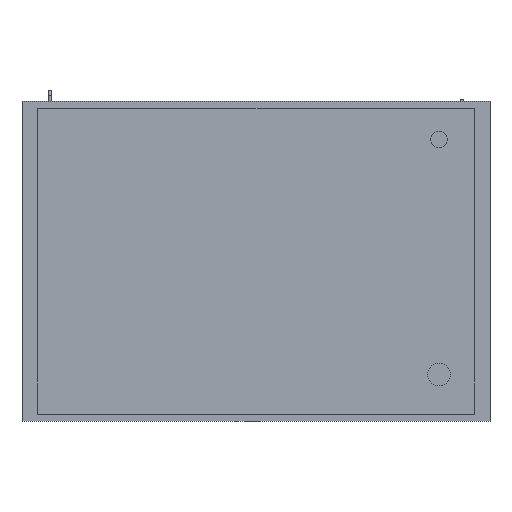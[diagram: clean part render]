
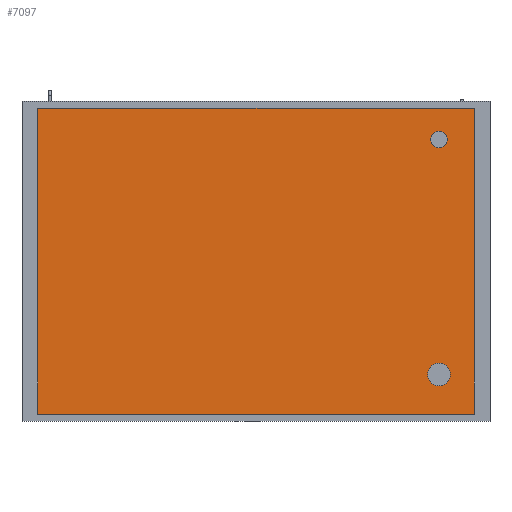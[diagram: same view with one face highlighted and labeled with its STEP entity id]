
A CAD part, front view. The second image highlights one B-rep face of the part: STEP entity #7097.
In plain terms, the highlighted planar face has unit normal (0, -1, 0).
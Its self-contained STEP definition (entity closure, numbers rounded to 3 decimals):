
#110=FACE_BOUND('',#936,.T.);
#111=FACE_BOUND('',#937,.T.);
#131=PLANE('',#7606);
#497=FACE_OUTER_BOUND('',#935,.T.);
#935=EDGE_LOOP('',(#5022,#5023,#5024,#5025));
#936=EDGE_LOOP('',(#5026));
#937=EDGE_LOOP('',(#5027));
#1381=LINE('',#10267,#2254);
#1385=LINE('',#10275,#2258);
#1388=LINE('',#10281,#2261);
#1391=LINE('',#10286,#2264);
#2254=VECTOR('',#8219,10.);
#2258=VECTOR('',#8225,10.);
#2261=VECTOR('',#8230,10.);
#2264=VECTOR('',#8235,10.);
#3114=CIRCLE('',#7590,20.);
#3116=CIRCLE('',#7594,27.5);
#3264=VERTEX_POINT('',#10228);
#3266=VERTEX_POINT('',#10235);
#3275=VERTEX_POINT('',#10265);
#3276=VERTEX_POINT('',#10266);
#3279=VERTEX_POINT('',#10274);
#3281=VERTEX_POINT('',#10280);
#3947=EDGE_CURVE('',#3264,#3264,#3114,.T.);
#3950=EDGE_CURVE('',#3266,#3266,#3116,.T.);
#3963=EDGE_CURVE('',#3275,#3276,#1381,.T.);
#3967=EDGE_CURVE('',#3279,#3275,#1385,.T.);
#3970=EDGE_CURVE('',#3281,#3279,#1388,.T.);
#3973=EDGE_CURVE('',#3276,#3281,#1391,.T.);
#5022=ORIENTED_EDGE('',*,*,#3973,.F.);
#5023=ORIENTED_EDGE('',*,*,#3963,.F.);
#5024=ORIENTED_EDGE('',*,*,#3967,.F.);
#5025=ORIENTED_EDGE('',*,*,#3970,.F.);
#5026=ORIENTED_EDGE('',*,*,#3947,.T.);
#5027=ORIENTED_EDGE('',*,*,#3950,.T.);
#7097=ADVANCED_FACE('',(#497,#110,#111),#131,.F.);
#7590=AXIS2_PLACEMENT_3D('',#10230,#8182,#8183);
#7594=AXIS2_PLACEMENT_3D('',#10237,#8191,#8192);
#7606=AXIS2_PLACEMENT_3D('',#10289,#8239,#8240);
#8182=DIRECTION('center_axis',(0.,1.,0.));
#8183=DIRECTION('ref_axis',(1.,0.,0.));
#8191=DIRECTION('center_axis',(0.,1.,0.));
#8192=DIRECTION('ref_axis',(1.,0.,0.));
#8219=DIRECTION('',(0.,0.,1.));
#8225=DIRECTION('',(-1.,0.,0.));
#8230=DIRECTION('',(0.,0.,-1.));
#8235=DIRECTION('',(1.,0.,0.));
#8239=DIRECTION('center_axis',(0.,1.,0.));
#8240=DIRECTION('ref_axis',(0.,0.,1.));
#10228=CARTESIAN_POINT('',(420.,0.,292.5));
#10230=CARTESIAN_POINT('Origin',(440.,0.,292.5));
#10235=CARTESIAN_POINT('',(412.5,0.,-272.5));
#10237=CARTESIAN_POINT('Origin',(440.,0.,-272.5));
#10265=CARTESIAN_POINT('',(-525.,0.,-367.5));
#10266=CARTESIAN_POINT('',(-525.,0.,367.5));
#10267=CARTESIAN_POINT('',(-525.,0.,-367.5));
#10274=CARTESIAN_POINT('',(525.,0.,-367.5));
#10275=CARTESIAN_POINT('',(525.,0.,-367.5));
#10280=CARTESIAN_POINT('',(525.,0.,367.5));
#10281=CARTESIAN_POINT('',(525.,0.,367.5));
#10286=CARTESIAN_POINT('',(-525.,0.,367.5));
#10289=CARTESIAN_POINT('Origin',(0.,0.,0.));
